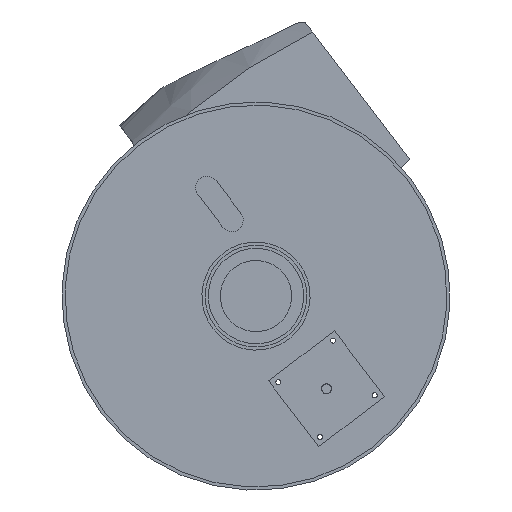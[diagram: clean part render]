
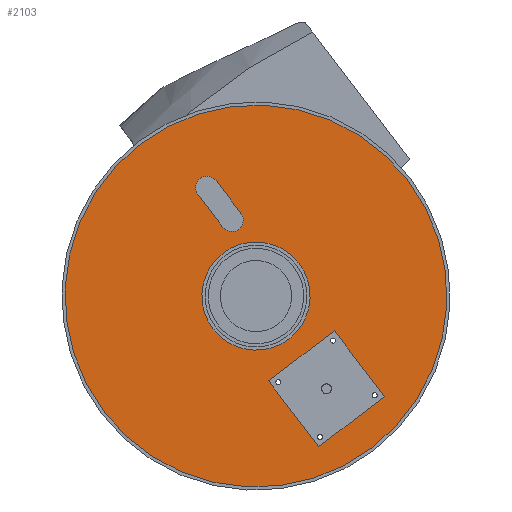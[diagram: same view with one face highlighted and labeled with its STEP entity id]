
A CAD part, front view. The second image highlights one B-rep face of the part: STEP entity #2103.
In plain terms, the highlighted planar face has unit normal (0, -1, 0).
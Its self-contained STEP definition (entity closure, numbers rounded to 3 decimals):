
#117=FACE_BOUND('',#313,.T.);
#118=FACE_BOUND('',#314,.T.);
#119=FACE_BOUND('',#315,.T.);
#175=FACE_OUTER_BOUND('',#312,.T.);
#312=EDGE_LOOP('',(#1490));
#313=EDGE_LOOP('',(#1491,#1492,#1493,#1494));
#314=EDGE_LOOP('',(#1495,#1496,#1497,#1498));
#315=EDGE_LOOP('',(#1499));
#493=CIRCLE('',#2262,107.143);
#494=CIRCLE('',#2263,6.429);
#495=CIRCLE('',#2264,6.429);
#496=CIRCLE('',#2265,30.357);
#610=LINE('',#3199,#784);
#611=LINE('',#3203,#785);
#612=LINE('',#3207,#786);
#613=LINE('',#3209,#787);
#614=LINE('',#3211,#788);
#615=LINE('',#3212,#789);
#784=VECTOR('',#2551,22.857);
#785=VECTOR('',#2554,22.857);
#786=VECTOR('',#2557,46.429);
#787=VECTOR('',#2558,46.429);
#788=VECTOR('',#2559,46.429);
#789=VECTOR('',#2560,46.429);
#964=VERTEX_POINT('',#3195);
#965=VERTEX_POINT('',#3197);
#966=VERTEX_POINT('',#3198);
#967=VERTEX_POINT('',#3200);
#968=VERTEX_POINT('',#3202);
#969=VERTEX_POINT('',#3205);
#970=VERTEX_POINT('',#3206);
#971=VERTEX_POINT('',#3208);
#972=VERTEX_POINT('',#3210);
#973=VERTEX_POINT('',#3213);
#1172=EDGE_CURVE('',#964,#964,#493,.T.);
#1173=EDGE_CURVE('',#965,#966,#610,.T.);
#1174=EDGE_CURVE('',#966,#967,#494,.T.);
#1175=EDGE_CURVE('',#967,#968,#611,.T.);
#1176=EDGE_CURVE('',#968,#965,#495,.T.);
#1177=EDGE_CURVE('',#969,#970,#612,.T.);
#1178=EDGE_CURVE('',#970,#971,#613,.T.);
#1179=EDGE_CURVE('',#971,#972,#614,.T.);
#1180=EDGE_CURVE('',#972,#969,#615,.T.);
#1181=EDGE_CURVE('',#973,#973,#496,.F.);
#1490=ORIENTED_EDGE('',*,*,#1172,.F.);
#1491=ORIENTED_EDGE('',*,*,#1173,.T.);
#1492=ORIENTED_EDGE('',*,*,#1174,.T.);
#1493=ORIENTED_EDGE('',*,*,#1175,.T.);
#1494=ORIENTED_EDGE('',*,*,#1176,.T.);
#1495=ORIENTED_EDGE('',*,*,#1177,.T.);
#1496=ORIENTED_EDGE('',*,*,#1178,.T.);
#1497=ORIENTED_EDGE('',*,*,#1179,.T.);
#1498=ORIENTED_EDGE('',*,*,#1180,.T.);
#1499=ORIENTED_EDGE('',*,*,#1181,.F.);
#2033=PLANE('',#2261);
#2103=ADVANCED_FACE('',(#175,#117,#118,#119),#2033,.F.);
#2261=AXIS2_PLACEMENT_3D('',#3194,#2547,#2548);
#2262=AXIS2_PLACEMENT_3D('',#3196,#2549,#2550);
#2263=AXIS2_PLACEMENT_3D('',#3201,#2552,#2553);
#2264=AXIS2_PLACEMENT_3D('',#3204,#2555,#2556);
#2265=AXIS2_PLACEMENT_3D('',#3214,#2561,#2562);
#2547=DIRECTION('center_axis',(0.,1.,0.));
#2548=DIRECTION('ref_axis',(0.,0.,1.));
#2549=DIRECTION('center_axis',(0.,1.,0.));
#2550=DIRECTION('ref_axis',(0.796,0.,0.606));
#2551=DIRECTION('',(-0.606,0.,0.796));
#2552=DIRECTION('center_axis',(0.,1.,0.));
#2553=DIRECTION('ref_axis',(0.796,0.,0.606));
#2554=DIRECTION('',(0.606,0.,-0.796));
#2555=DIRECTION('center_axis',(0.,1.,0.));
#2556=DIRECTION('ref_axis',(0.796,0.,0.606));
#2557=DIRECTION('',(-0.606,0.,0.796));
#2558=DIRECTION('',(0.796,0.,0.606));
#2559=DIRECTION('',(0.606,0.,-0.796));
#2560=DIRECTION('',(-0.796,0.,-0.606));
#2561=DIRECTION('center_axis',(0.,1.,0.));
#2562=DIRECTION('ref_axis',(0.796,0.,0.606));
#3194=CARTESIAN_POINT('Origin',(-43.034,226.138,1044.552));
#3195=CARTESIAN_POINT('',(42.227,226.138,1109.438));
#3196=CARTESIAN_POINT('Origin',(-43.034,226.138,1044.552));
#3197=CARTESIAN_POINT('',(-61.735,226.138,1083.279));
#3198=CARTESIAN_POINT('',(-75.577,226.138,1101.468));
#3199=CARTESIAN_POINT('',(-61.735,226.138,1083.279));
#3200=CARTESIAN_POINT('',(-65.346,226.138,1109.254));
#3201=CARTESIAN_POINT('Origin',(-70.461,226.138,1105.361));
#3202=CARTESIAN_POINT('',(-51.503,226.138,1091.065));
#3203=CARTESIAN_POINT('',(-65.346,226.138,1109.254));
#3204=CARTESIAN_POINT('Origin',(-56.619,226.138,1087.172));
#3205=CARTESIAN_POINT('',(-7.868,226.138,960.011));
#3206=CARTESIAN_POINT('',(-35.985,226.138,996.958));
#3207=CARTESIAN_POINT('',(-7.868,226.138,960.011));
#3208=CARTESIAN_POINT('',(0.961,226.138,1025.075));
#3209=CARTESIAN_POINT('',(-35.985,226.138,996.958));
#3210=CARTESIAN_POINT('',(29.078,226.138,988.128));
#3211=CARTESIAN_POINT('',(0.961,226.138,1025.075));
#3212=CARTESIAN_POINT('',(29.078,226.138,988.128));
#3213=CARTESIAN_POINT('',(-18.876,226.138,1062.937));
#3214=CARTESIAN_POINT('Origin',(-43.034,226.138,1044.552));
